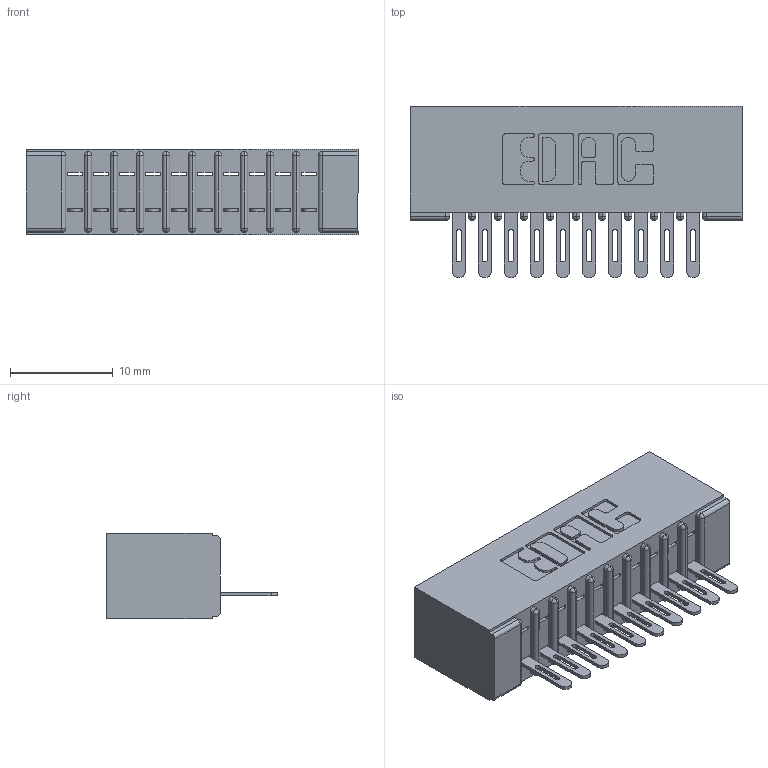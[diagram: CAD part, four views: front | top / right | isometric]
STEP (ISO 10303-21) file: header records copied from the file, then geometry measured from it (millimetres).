
FILE_DESCRIPTION (( 'STEP AP203' ), '1' );
FILE_NAME ('341-010-500-101.STEP', '2019-08-09T16:13:19', ( '' ), ( '' ), 'SwSTEP 2.0', 'SolidWorks 2016', '' );
FILE_SCHEMA (( 'CONFIG_CONTROL_DESIGN' ));
Length unit declared in the file: inch
Products named in the file (3): 341 Part_No Mounting Lugs; 341-292-001_341-292-100; 341-010-500-101
Assembly tree (11 placements, depth 2):
  341-010-500-101
    341 Part_No Mounting Lugs
    341-292-001_341-292-100  x10
Bounding box: 32.38 x 16.69 x 8.38 mm (x, y, z)
Volume: 1946.6 mm3; surface area: 3595.2 mm2
Topology: 11 solids, 11 shells, 928 faces, 2662 edges, 1710 vertices
Faces by surface type: plane 554, cylinder 334, sphere 22, torus 18
Entity records: 15775 total; most frequent: CARTESIAN_POINT 2664, ORIENTED_EDGE 2652, DIRECTION 2600, EDGE_CURVE 1326, VECTOR 1036, LINE 1036, VERTEX_POINT 846, AXIS2_PLACEMENT_3D 782
